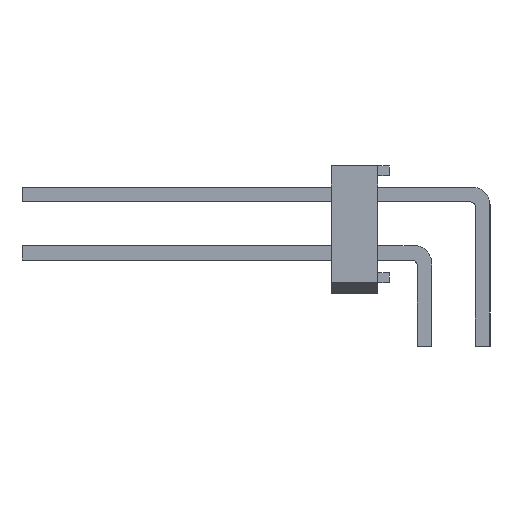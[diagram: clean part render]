
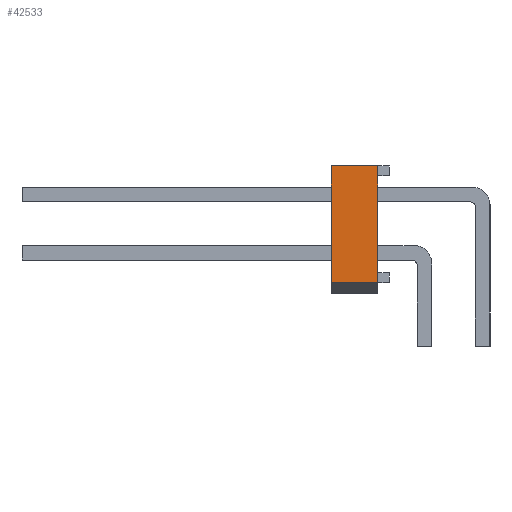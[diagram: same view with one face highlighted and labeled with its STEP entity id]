
A CAD part, left-side view. The second image highlights one B-rep face of the part: STEP entity #42533.
In plain terms, the highlighted face is planar.
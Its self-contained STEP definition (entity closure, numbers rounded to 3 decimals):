
#22910 = VERTEX_POINT('',#22911);
#22911 = CARTESIAN_POINT('',(41.91,2.54,-2.54));
#22917 = EDGE_CURVE('',#22910,#22918,#22920,.T.);
#22918 = VERTEX_POINT('',#22919);
#22919 = CARTESIAN_POINT('',(41.91,0.508,-2.54));
#22920 = LINE('',#22921,#22922);
#22921 = CARTESIAN_POINT('',(41.91,2.54,-2.54));
#22922 = VECTOR('',#22923,1.);
#22923 = DIRECTION('',(0.,-1.,0.));
#42498 = VERTEX_POINT('',#42499);
#42499 = CARTESIAN_POINT('',(41.91,0.508,2.54));
#42507 = EDGE_CURVE('',#42508,#42498,#42510,.T.);
#42508 = VERTEX_POINT('',#42509);
#42509 = CARTESIAN_POINT('',(41.91,2.54,2.54));
#42510 = LINE('',#42511,#42512);
#42511 = CARTESIAN_POINT('',(41.91,2.54,2.54));
#42512 = VECTOR('',#42513,1.);
#42513 = DIRECTION('',(0.,-1.,0.));
#42533 = ADVANCED_FACE('',(#42534),#42550,.F.);
#42534 = FACE_BOUND('',#42535,.T.);
#42535 = EDGE_LOOP('',(#42536,#42542,#42543,#42549));
#42536 = ORIENTED_EDGE('',*,*,#42537,.F.);
#42537 = EDGE_CURVE('',#22918,#42498,#42538,.T.);
#42538 = LINE('',#42539,#42540);
#42539 = CARTESIAN_POINT('',(41.91,0.508,2.54));
#42540 = VECTOR('',#42541,1.);
#42541 = DIRECTION('',(0.,0.,1.));
#42542 = ORIENTED_EDGE('',*,*,#22917,.F.);
#42543 = ORIENTED_EDGE('',*,*,#42544,.F.);
#42544 = EDGE_CURVE('',#42508,#22910,#42545,.T.);
#42545 = LINE('',#42546,#42547);
#42546 = CARTESIAN_POINT('',(41.91,2.54,2.54));
#42547 = VECTOR('',#42548,1.);
#42548 = DIRECTION('',(0.,0.,-1.));
#42549 = ORIENTED_EDGE('',*,*,#42507,.T.);
#42550 = PLANE('',#42551);
#42551 = AXIS2_PLACEMENT_3D('',#42552,#42553,#42554);
#42552 = CARTESIAN_POINT('',(41.91,2.54,2.54));
#42553 = DIRECTION('',(-1.,0.,0.));
#42554 = DIRECTION('',(0.,0.,1.));
